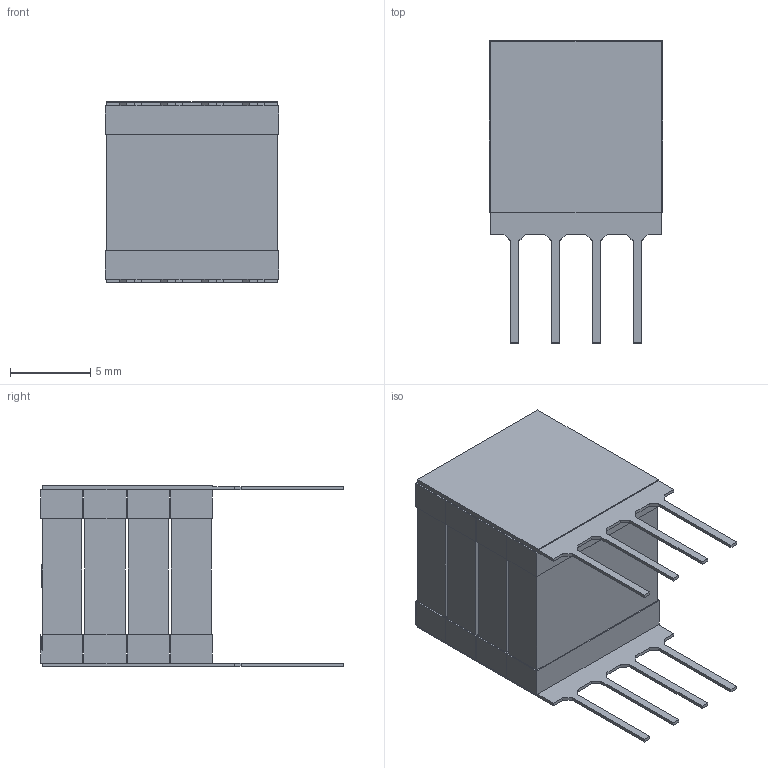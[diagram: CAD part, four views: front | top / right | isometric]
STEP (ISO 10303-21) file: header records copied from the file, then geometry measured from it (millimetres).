
FILE_DESCRIPTION (( 'STEP AP214' ), '1' );
FILE_NAME ('CCSS_LSN4_4_D10.795L6.35H2.54F1.647A10.67B12.448C10.795E11.18K0.5.STEP', '2017-10-27T15:45:35', ( '' ), ( '' ), 'SwSTEP 2.0', 'SolidWorks 2014', '' );
FILE_SCHEMA (( 'AUTOMOTIVE_DESIGN' ));
Length unit declared in the file: millimetre
Products named in the file (1): CCSS_LSN4_4_D10.795L6.35H2.54F1.647A10.67B12.448C10.795E11.18K0.5
Bounding box: 10.79 x 18.8 x 11.25 mm (x, y, z)
Volume: 1226.5 mm3; surface area: 1578.2 mm2
Topology: 4 solids, 4 shells, 199 faces, 551 edges, 358 vertices
Faces by surface type: plane 199
Entity records: 7816 total; most frequent: CARTESIAN_POINT 1109, ORIENTED_EDGE 1102, DIRECTION 951, VECTOR 551, LINE 551, EDGE_CURVE 551, VERTEX_POINT 358, EDGE_LOOP 203
